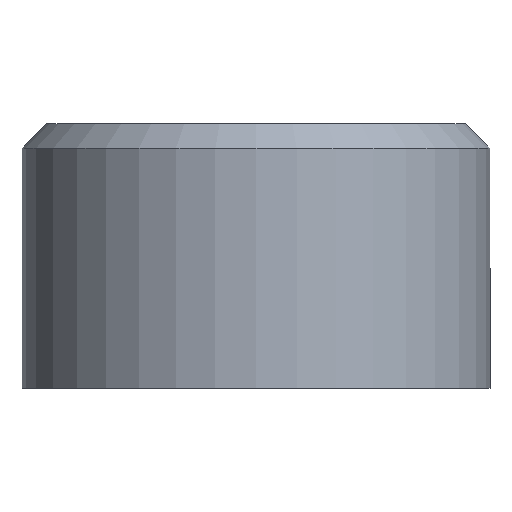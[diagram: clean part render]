
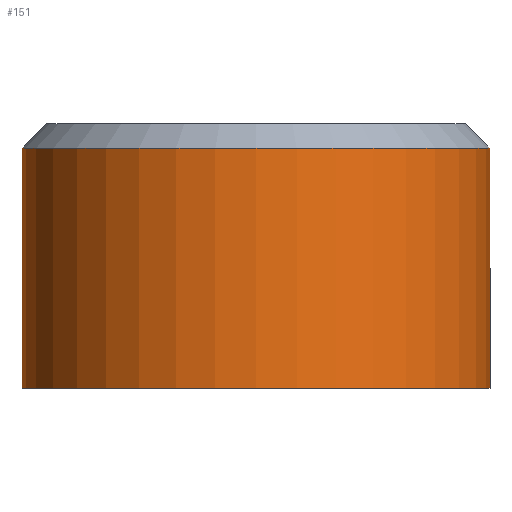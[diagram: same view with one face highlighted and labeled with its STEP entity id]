
A CAD part, front view. The second image highlights one B-rep face of the part: STEP entity #151.
In plain terms, the highlighted cylindrical face has radius 13.25 mm (diameter 26.5 mm), a partial arc.
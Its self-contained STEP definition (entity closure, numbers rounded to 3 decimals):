
#48 = VERTEX_POINT ( 'NONE', #175 ) ;
#49 = VERTEX_POINT ( 'NONE', #172 ) ;
#68 = EDGE_CURVE ( 'NONE', #48, #98, #228, .T. ) ;
#82 = ORIENTED_EDGE ( 'NONE', *, *, #83, .F. ) ;
#83 = EDGE_CURVE ( 'NONE', #110, #98, #280, .T. ) ;
#90 = EDGE_CURVE ( 'NONE', #49, #110, #159, .T. ) ;
#98 = VERTEX_POINT ( 'NONE', #289 ) ;
#110 = VERTEX_POINT ( 'NONE', #374 ) ;
#120 = ORIENTED_EDGE ( 'NONE', *, *, #90, .F. ) ;
#121 = ORIENTED_EDGE ( 'NONE', *, *, #122, .T. ) ;
#122 = EDGE_CURVE ( 'NONE', #49, #48, #384, .T. ) ;
#123 = ORIENTED_EDGE ( 'NONE', *, *, #68, .T. ) ;
#151 = ADVANCED_FACE ( 'NONE', ( #347 ), #346, .T. ) ;
#152 = EDGE_LOOP ( 'NONE', ( #120, #121, #123, #82 ) ) ;
#156 = DIRECTION ( 'NONE',  ( 0., 0., 1. ) ) ;
#157 = VECTOR ( 'NONE', #156, 1000. ) ;
#158 = CARTESIAN_POINT ( 'NONE',  ( -13.25, 0., 0. ) ) ;
#159 = LINE ( 'NONE', #158, #157 ) ;
#172 = CARTESIAN_POINT ( 'NONE',  ( -13.25, 0., -15. ) ) ;
#175 = CARTESIAN_POINT ( 'NONE',  ( 13.25, 0., -15. ) ) ;
#225 = DIRECTION ( 'NONE',  ( 0., 0., 1. ) ) ;
#226 = VECTOR ( 'NONE', #225, 1000. ) ;
#227 = CARTESIAN_POINT ( 'NONE',  ( 13.25, 0., 0. ) ) ;
#228 = LINE ( 'NONE', #227, #226 ) ;
#276 = DIRECTION ( 'NONE',  ( 1., 0., 0. ) ) ;
#277 = DIRECTION ( 'NONE',  ( 0., 0., 1. ) ) ;
#278 = CARTESIAN_POINT ( 'NONE',  ( 0., 0., -1.386 ) ) ;
#279 = AXIS2_PLACEMENT_3D ( 'NONE', #278, #277, #276 ) ;
#280 = CIRCLE ( 'NONE', #279, 13.25 ) ;
#289 = CARTESIAN_POINT ( 'NONE',  ( 13.25, 0., -1.386 ) ) ;
#309 = DIRECTION ( 'NONE',  ( 1., 0., 0. ) ) ;
#310 = DIRECTION ( 'NONE',  ( 0., 0., 1. ) ) ;
#344 = CARTESIAN_POINT ( 'NONE',  ( 0., 0., 0. ) ) ;
#345 = AXIS2_PLACEMENT_3D ( 'NONE', #344, #310, #309 ) ;
#346 = CYLINDRICAL_SURFACE ( 'NONE', #345, 13.25 ) ;
#347 = FACE_OUTER_BOUND ( 'NONE', #152, .T. ) ;
#374 = CARTESIAN_POINT ( 'NONE',  ( -13.25, 0., -1.386 ) ) ;
#380 = DIRECTION ( 'NONE',  ( 1., 0., 0. ) ) ;
#381 = DIRECTION ( 'NONE',  ( 0., 0., 1. ) ) ;
#382 = CARTESIAN_POINT ( 'NONE',  ( 0., 0., -15. ) ) ;
#383 = AXIS2_PLACEMENT_3D ( 'NONE', #382, #381, #380 ) ;
#384 = CIRCLE ( 'NONE', #383, 13.25 ) ;
